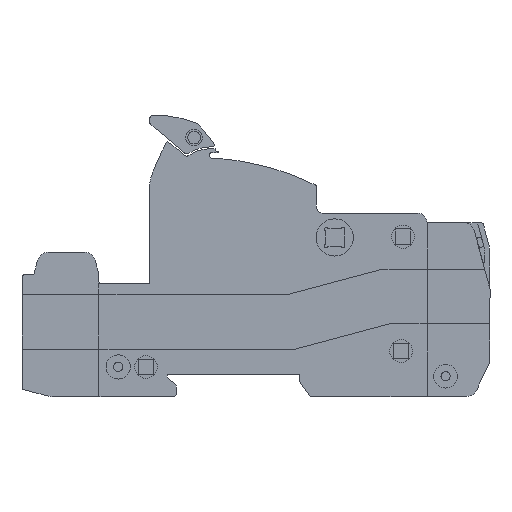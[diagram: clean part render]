
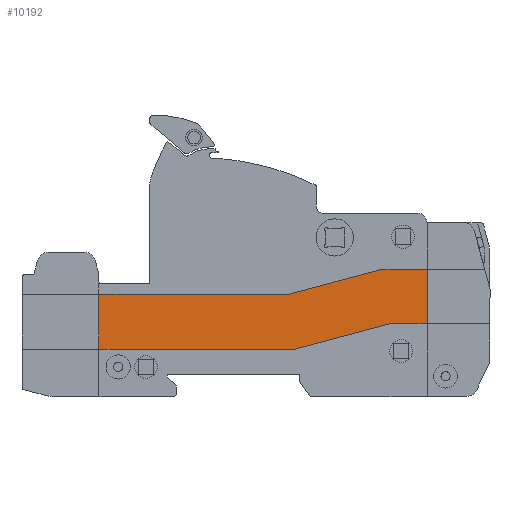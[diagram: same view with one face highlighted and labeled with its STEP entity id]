
A CAD part, left-side view. The second image highlights one B-rep face of the part: STEP entity #10192.
In plain terms, the highlighted planar face has unit normal (-1, 0, 0).
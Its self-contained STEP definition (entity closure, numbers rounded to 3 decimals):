
#9878=CARTESIAN_POINT('',(0.0,-52.351,13.7));
#9879=VERTEX_POINT('',#9878);
#9886=CARTESIAN_POINT('',(0.0,-42.746,13.7));
#9887=VERTEX_POINT('',#9886);
#9888=CARTESIAN_POINT('',(0.0,-52.351,13.7));
#9889=DIRECTION('',(0.0,1.0,0.0));
#9890=VECTOR('',#9889,9.605);
#9891=LINE('',#9888,#9890);
#9892=EDGE_CURVE('',#9879,#9887,#9891,.T.);
#9912=CARTESIAN_POINT('',(0.0,-52.351,28.4));
#9913=VERTEX_POINT('',#9912);
#9920=CARTESIAN_POINT('',(0.,-52.351,28.4));
#9921=DIRECTION('',(0.0,0.0,-1.0));
#9922=VECTOR('',#9921,14.7);
#9923=LINE('',#9920,#9922);
#9924=EDGE_CURVE('',#9913,#9879,#9923,.T.);
#9935=CARTESIAN_POINT('',(0.0,-40.424,28.4));
#9936=VERTEX_POINT('',#9935);
#9943=CARTESIAN_POINT('',(0.0,-40.424,28.4));
#9944=DIRECTION('',(0.0,-1.0,0.0));
#9945=VECTOR('',#9944,11.927);
#9946=LINE('',#9943,#9945);
#9947=EDGE_CURVE('',#9936,#9913,#9946,.T.);
#9961=CARTESIAN_POINT('',(0.0,-39.639,28.296));
#9962=VERTEX_POINT('',#9961);
#9969=CARTESIAN_POINT('',(0.0,-40.425,25.376));
#9970=DIRECTION('',(1.0,0.,0.));
#9971=DIRECTION('',(0.,0.131,0.991));
#9972=AXIS2_PLACEMENT_3D('',#9969,#9970,#9971);
#9973=CIRCLE('',#9972,3.024);
#9974=EDGE_CURVE('',#9962,#9936,#9973,.T.);
#9986=CARTESIAN_POINT('',(0.0,-15.032,21.703));
#9987=VERTEX_POINT('',#9986);
#9994=CARTESIAN_POINT('',(0.,-15.032,21.703));
#9995=DIRECTION('',(0.,-0.966,0.259));
#9996=VECTOR('',#9995,25.475);
#9997=LINE('',#9994,#9996);
#9998=EDGE_CURVE('',#9987,#9962,#9997,.T.);
#10010=CARTESIAN_POINT('',(0.0,-14.261,21.601));
#10011=VERTEX_POINT('',#10010);
#10018=CARTESIAN_POINT('',(0.0,-14.259,24.584));
#10019=DIRECTION('',(-1.0,0.,0.));
#10020=DIRECTION('',(0.,-0.131,-0.991));
#10021=AXIS2_PLACEMENT_3D('',#10018,#10019,#10020);
#10022=CIRCLE('',#10021,2.983);
#10023=EDGE_CURVE('',#10011,#9987,#10022,.T.);
#10035=CARTESIAN_POINT('',(0.0,-16.987,6.904));
#10036=VERTEX_POINT('',#10035);
#10043=CARTESIAN_POINT('',(0.0,-16.203,6.801));
#10044=VERTEX_POINT('',#10043);
#10045=CARTESIAN_POINT('',(0.0,-16.203,9.816));
#10046=DIRECTION('',(1.0,0.,0.));
#10047=DIRECTION('',(0.,-0.131,-0.991));
#10048=AXIS2_PLACEMENT_3D('',#10045,#10046,#10047);
#10049=CIRCLE('',#10048,3.016);
#10050=EDGE_CURVE('',#10036,#10044,#10049,.T.);
#10067=CARTESIAN_POINT('',(0.0,-41.963,13.597));
#10068=VERTEX_POINT('',#10067);
#10075=CARTESIAN_POINT('',(0.,-41.963,13.597));
#10076=DIRECTION('',(0.,0.966,-0.259));
#10077=VECTOR('',#10076,25.857);
#10078=LINE('',#10075,#10077);
#10079=EDGE_CURVE('',#10068,#10036,#10078,.T.);
#10092=CARTESIAN_POINT('',(0.0,-42.746,10.685));
#10093=DIRECTION('',(-1.0,0.,0.));
#10094=DIRECTION('',(0.,0.131,0.991));
#10095=AXIS2_PLACEMENT_3D('',#10092,#10093,#10094);
#10096=CIRCLE('',#10095,3.016);
#10097=EDGE_CURVE('',#9887,#10068,#10096,.T.);
#10110=CARTESIAN_POINT('',(0.0,36.342,6.801));
#10111=VERTEX_POINT('',#10110);
#10112=CARTESIAN_POINT('',(0.0,-16.203,6.801));
#10113=DIRECTION('',(0.0,1.0,0.0));
#10114=VECTOR('',#10113,52.545);
#10115=LINE('',#10112,#10114);
#10116=EDGE_CURVE('',#10044,#10111,#10115,.T.);
#10137=CARTESIAN_POINT('',(0.0,36.342,21.601));
#10138=VERTEX_POINT('',#10137);
#10139=CARTESIAN_POINT('',(0.,36.342,6.801));
#10140=DIRECTION('',(0.0,0.0,1.0));
#10141=VECTOR('',#10140,14.8);
#10142=LINE('',#10139,#10141);
#10143=EDGE_CURVE('',#10111,#10138,#10142,.T.);
#10160=CARTESIAN_POINT('',(0.0,36.342,21.601));
#10161=DIRECTION('',(0.0,-1.0,0.0));
#10162=VECTOR('',#10161,50.603);
#10163=LINE('',#10160,#10162);
#10164=EDGE_CURVE('',#10138,#10011,#10163,.T.);
#10173=CARTESIAN_POINT('',(0.0,-8.158,16.283));
#10174=DIRECTION('',(-1.0,0.0,0.0));
#10175=DIRECTION('',(0.0,0.0,1.0));
#10176=AXIS2_PLACEMENT_3D('',#10173,#10174,#10175);
#10177=PLANE('',#10176);
#10178=ORIENTED_EDGE('',*,*,#9947,.F.);
#10179=ORIENTED_EDGE('',*,*,#9974,.F.);
#10180=ORIENTED_EDGE('',*,*,#9998,.F.);
#10181=ORIENTED_EDGE('',*,*,#10023,.F.);
#10182=ORIENTED_EDGE('',*,*,#10164,.F.);
#10183=ORIENTED_EDGE('',*,*,#10143,.F.);
#10184=ORIENTED_EDGE('',*,*,#10116,.F.);
#10185=ORIENTED_EDGE('',*,*,#10050,.F.);
#10186=ORIENTED_EDGE('',*,*,#10079,.F.);
#10187=ORIENTED_EDGE('',*,*,#10097,.F.);
#10188=ORIENTED_EDGE('',*,*,#9892,.F.);
#10189=ORIENTED_EDGE('',*,*,#9924,.F.);
#10190=EDGE_LOOP('',(#10178,#10179,#10180,#10181,#10182,#10183,#10184,#10185,#10186,#10187,#10188,#10189));
#10191=FACE_OUTER_BOUND('',#10190,.T.);
#10192=ADVANCED_FACE('',(#10191),#10177,.T.);
